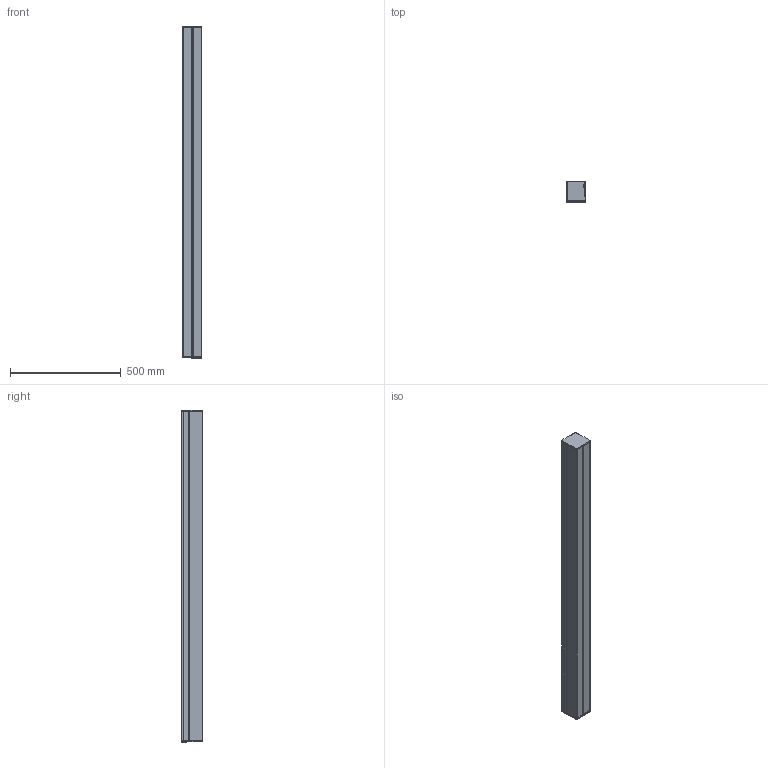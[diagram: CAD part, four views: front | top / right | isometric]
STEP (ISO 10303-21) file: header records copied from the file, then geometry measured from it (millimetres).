
FILE_DESCRIPTION(/* description */ (''),/* implementation_level */ '2;1');
FILE_NAME(/* name */ 'F3xxx65200BINE.stp',/* time_stamp */ '2020-01-24T15:03:40+01:00',/* author */ ('sghezzi'),/* organization */ (''),/* preprocessor_version */ 'ST-DEVELOPER v17.2',/* originating_system */ 'Autodesk Inventor 2019',/* authorisation */ '');
FILE_SCHEMA (('AUTOMOTIVE_DESIGN { 1 0 10303 214 3 1 1 }'));
Length unit declared in the file: millimetre
Products named in the file (4): F3xxx70200BINE; 071509090  CORPO PROF ESTR SLOT 1488x90x94,5 VERN BCO RAL 9010 OPACO; 007365344 APPO TESTATA DX SX 94.5x94.5 Sp 5.8 GREZZO; 073653150 SPORTELLO PROF A VISTA SLOT L 1500 VERN BCO RAL 9010 OPACO
Assembly tree (4 placements, depth 2):
  F3xxx70200BINE
    071509090  CORPO PROF ESTR SLOT 1488x90x94,5 VERN BCO RAL 9010 OPACO
    007365344 APPO TESTATA DX SX 94.5x94.5 Sp 5.8 GREZZO  x2
    073653150 SPORTELLO PROF A VISTA SLOT L 1500 VERN BCO RAL 9010 OPACO
Bounding box: 90.14 x 94.5 x 1500 mm (x, y, z)
Volume: 1527304.5 mm3; surface area: 1425139.3 mm2
Topology: 4 solids, 4 shells, 121 faces, 333 edges, 222 vertices
Faces by surface type: plane 113, cylinder 8
Entity records: 3650 total; most frequent: CARTESIAN_POINT 634, ORIENTED_EDGE 618, DIRECTION 563, EDGE_CURVE 309, LINE 293, VECTOR 293, VERTEX_POINT 206, AXIS2_PLACEMENT_3D 135
